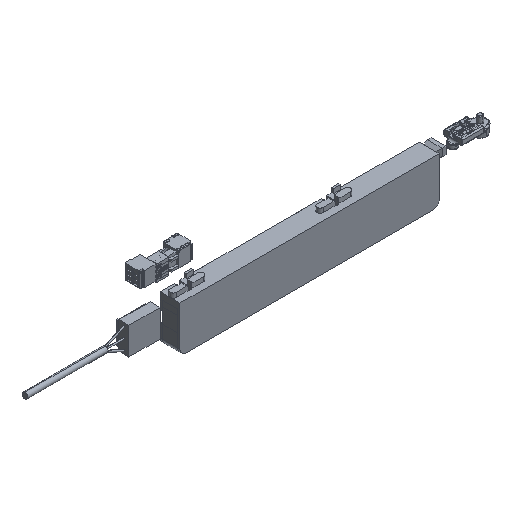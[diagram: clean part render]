
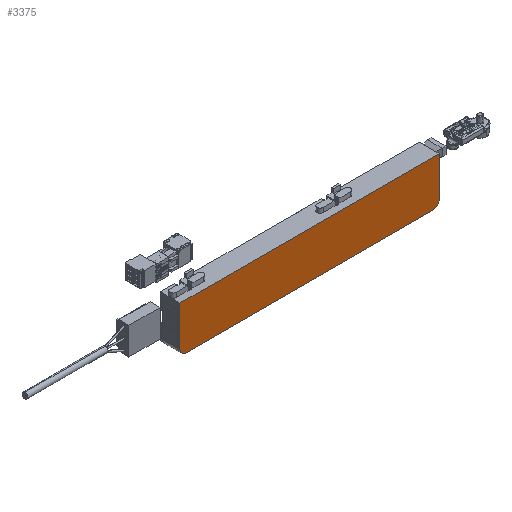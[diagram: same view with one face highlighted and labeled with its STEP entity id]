
A CAD part, isometric view. The second image highlights one B-rep face of the part: STEP entity #3375.
In plain terms, the highlighted planar face has unit normal (0, -1, 0).
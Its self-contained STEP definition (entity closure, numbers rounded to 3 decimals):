
#339=DIRECTION('',(0.,0.,1.));
#340=VECTOR('',#339,32.);
#341=CARTESIAN_POINT('',(104.,-8.,5.));
#342=LINE('',#341,#340);
#376=CARTESIAN_POINT('',(99.,-8.,5.));
#377=DIRECTION('',(0.,-1.,0.));
#378=DIRECTION('',(0.,0.,-1.));
#379=AXIS2_PLACEMENT_3D('',#376,#377,#378);
#381=DIRECTION('',(1.,0.,0.));
#382=VECTOR('',#381,198.);
#383=CARTESIAN_POINT('',(-99.,-8.,0.));
#384=LINE('',#383,#382);
#393=CARTESIAN_POINT('',(-99.,-8.,5.));
#394=DIRECTION('',(0.,-1.,0.));
#395=DIRECTION('',(-1.,0.,0.));
#396=AXIS2_PLACEMENT_3D('',#393,#394,#395);
#407=DIRECTION('',(0.,0.,1.));
#408=VECTOR('',#407,32.);
#409=CARTESIAN_POINT('',(-104.,-8.,5.));
#410=LINE('',#409,#408);
#514=DIRECTION('',(1.,0.,0.));
#515=VECTOR('',#514,208.);
#516=CARTESIAN_POINT('',(-104.,-8.,37.));
#517=LINE('',#516,#515);
#2270=CARTESIAN_POINT('',(-104.,-8.,37.));
#2271=CARTESIAN_POINT('',(104.,-8.,37.));
#2272=VERTEX_POINT('',#2270);
#2273=VERTEX_POINT('',#2271);
#2276=CARTESIAN_POINT('',(-104.,-8.,5.));
#2277=CARTESIAN_POINT('',(-99.,-8.,0.));
#2278=VERTEX_POINT('',#2276);
#2279=VERTEX_POINT('',#2277);
#2288=CARTESIAN_POINT('',(99.,-8.,0.));
#2289=CARTESIAN_POINT('',(104.,-8.,5.));
#2290=VERTEX_POINT('',#2288);
#2291=VERTEX_POINT('',#2289);
#3361=CARTESIAN_POINT('',(-104.,-8.,0.));
#3362=DIRECTION('',(0.,-1.,0.));
#3363=DIRECTION('',(1.,0.,0.));
#3364=AXIS2_PLACEMENT_3D('',#3361,#3362,#3363);
#3365=PLANE('',#3364);
#3366=ORIENTED_EDGE('',*,*,#3329,.F.);
#3367=ORIENTED_EDGE('',*,*,#3341,.F.);
#3368=ORIENTED_EDGE('',*,*,#3354,.F.);
#3369=ORIENTED_EDGE('',*,*,#3219,.T.);
#3371=ORIENTED_EDGE('',*,*,#3370,.T.);
#3372=ORIENTED_EDGE('',*,*,#3297,.F.);
#3373=EDGE_LOOP('',(#3366,#3367,#3368,#3369,#3371,#3372));
#3374=FACE_OUTER_BOUND('',#3373,.F.);
#3375=ADVANCED_FACE('',(#3374),#3365,.T.);
#380=CIRCLE('',#379,5.);
#397=CIRCLE('',#396,5.);
#3219=EDGE_CURVE('',#2278,#2272,#410,.T.);
#3297=EDGE_CURVE('',#2291,#2273,#342,.T.);
#3329=EDGE_CURVE('',#2290,#2291,#380,.T.);
#3341=EDGE_CURVE('',#2279,#2290,#384,.T.);
#3354=EDGE_CURVE('',#2278,#2279,#397,.T.);
#3370=EDGE_CURVE('',#2272,#2273,#517,.T.);
